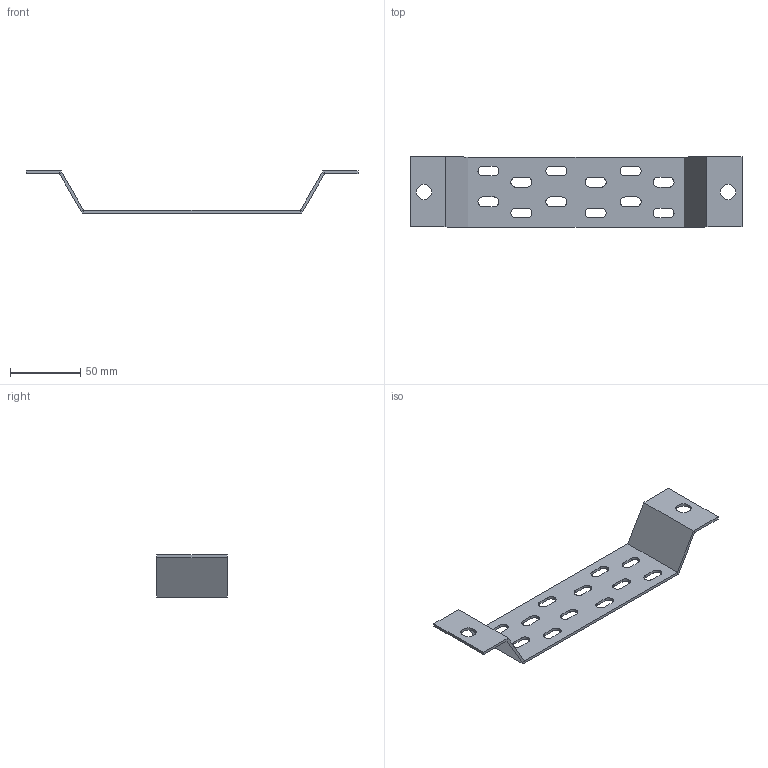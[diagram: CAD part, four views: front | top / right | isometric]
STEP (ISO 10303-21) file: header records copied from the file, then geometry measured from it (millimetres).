
FILE_DESCRIPTION (( 'STEP AP203' ), '1' );
FILE_NAME ('CLW10-SNP-150 Ñòîéêà íàñòåííàÿ ÑÍÏ150.STEP', '2016-03-22T13:39:46', ( '' ), ( '' ), 'SwSTEP 2.0', 'SolidWorks 2014', '' );
FILE_SCHEMA (( 'CONFIG_CONTROL_DESIGN' ));
Length unit declared in the file: millimetre
Products named in the file (1): CLW10-SNP-150 Ñòîéêà íàñòåííàÿ ÑÍÏ150
Bounding box: 237 x 50 x 30 mm (x, y, z)
Volume: 24285.5 mm3; surface area: 26612.8 mm2
Topology: 1 solids, 1 shells, 80 faces, 218 edges, 140 vertices
Faces by surface type: plane 54, cylinder 26
Full cylindrical faces by diameter (mm): 11 x2
Entity records: 2629 total; most frequent: CARTESIAN_POINT 437, ORIENTED_EDGE 432, DIRECTION 430, EDGE_CURVE 216, LINE 164, VECTOR 164, VERTEX_POINT 140, AXIS2_PLACEMENT_3D 133
